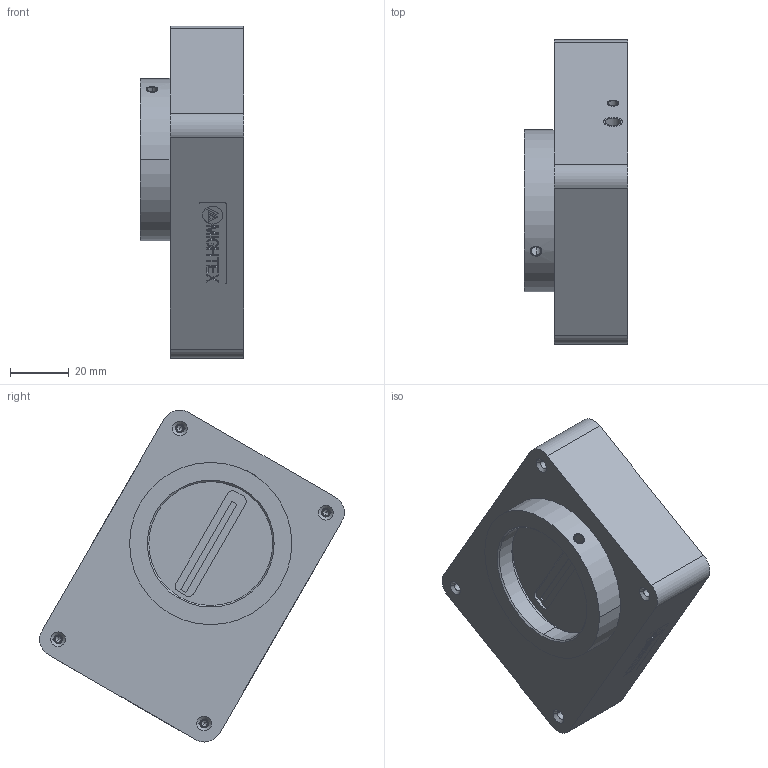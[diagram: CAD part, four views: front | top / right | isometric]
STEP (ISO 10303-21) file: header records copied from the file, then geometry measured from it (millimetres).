
FILE_DESCRIPTION((''),'2;1');
FILE_NAME('100033','2019-04-25T',('zkm'),(''),'PRO/ENGINEER BY PARAMETRIC TECHNOLOGY CORPORATION, 2004110','PRO/ENGINEER BY PARAMETRIC TECHNOLOGY CORPORATION, 2004110','');
FILE_SCHEMA(('CONFIG_CONTROL_DESIGN'));
Length unit declared in the file: millimetre
Products named in the file (1): 100033
Bounding box: 35.1 x 103.25 x 112.54 mm (x, y, z)
Volume: 79648.4 mm3; surface area: 58496.5 mm2
Topology: 1 solids, 14 shells, 387 faces, 1043 edges, 680 vertices
Faces by surface type: plane 241, cylinder 113, cone 33
Entity records: 12094 total; most frequent: CARTESIAN_POINT 2166, DIRECTION 2057, ORIENTED_EDGE 2002, EDGE_CURVE 1025, VECTOR 751, LINE 751, VERTEX_POINT 680, AXIS2_PLACEMENT_3D 653
